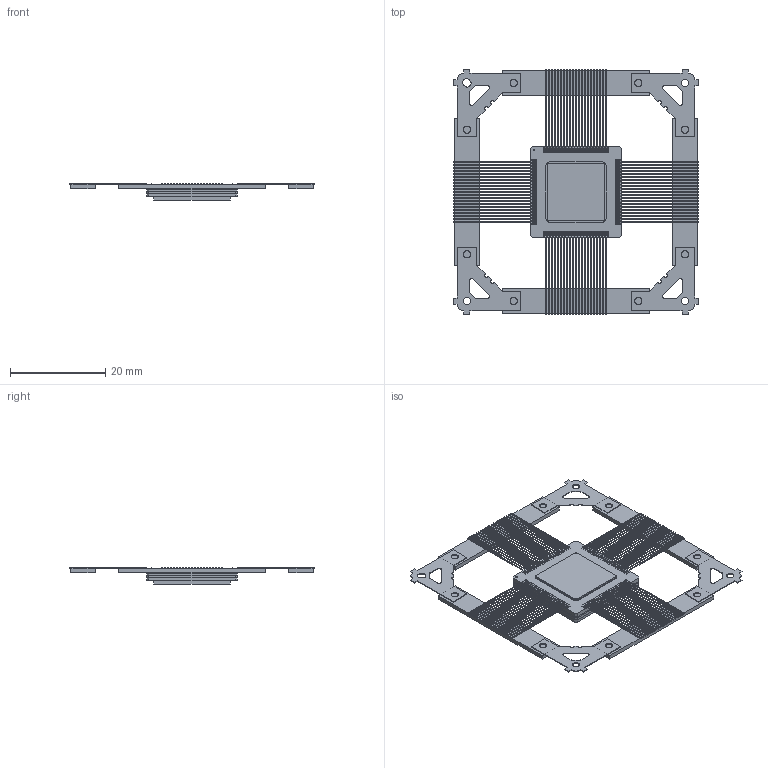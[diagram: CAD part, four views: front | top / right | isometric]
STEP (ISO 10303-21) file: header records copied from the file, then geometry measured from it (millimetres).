
FILE_DESCRIPTION((''),'2;1');
FILE_NAME('HFG0084A_ASM','2016-06-13T',('a0412025'),(''),'CREO PARAMETRIC BY PTC INC, 2016050','CREO PARAMETRIC BY PTC INC, 2016050','');
FILE_SCHEMA(('AUTOMOTIVE_DESIGN { 1 0 10303 214 1 1 1 1 }'));
Length unit declared in the file: millimetre
Products named in the file (13): LAYER-BOT-CFP; LAYER2-CFP; LAYER3-CFP; LAYER-TOP-CFP; SEALRING; LID-CFP; HEATSINK-CFP; METALPAD-CFP; METALPAD-CORNER-CFP; LEAD-CFP; FRAMECORNERS-CFP; NCTB-CFP; HFG0084A_ASM
Assembly tree (181 placements, depth 2):
  HFG0084A_ASM
    LAYER-BOT-CFP
    LAYER2-CFP
    LAYER3-CFP
    LAYER-TOP-CFP
    SEALRING
    LID-CFP
    HEATSINK-CFP
    METALPAD-CFP  x84
    METALPAD-CORNER-CFP
    LEAD-CFP  x84
    FRAMECORNERS-CFP
    NCTB-CFP  x4
Bounding box: 51.44 x 51.44 x 3.43 mm (x, y, z)
Volume: 1585.1 mm3; surface area: 7030.1 mm2
Topology: 191 solids, 191 shells, 1867 faces, 4422 edges, 2948 vertices
Faces by surface type: plane 1769, cylinder 98
Entity records: 16715 total; most frequent: CARTESIAN_POINT 2177, DIRECTION 2098, ORIENTED_EDGE 1728, PRESENTATION_STYLE_ASSIGNMENT 889, STYLED_ITEM 886, CURVE_STYLE 864, EDGE_CURVE 864, AXIS2_PLACEMENT_3D 703
